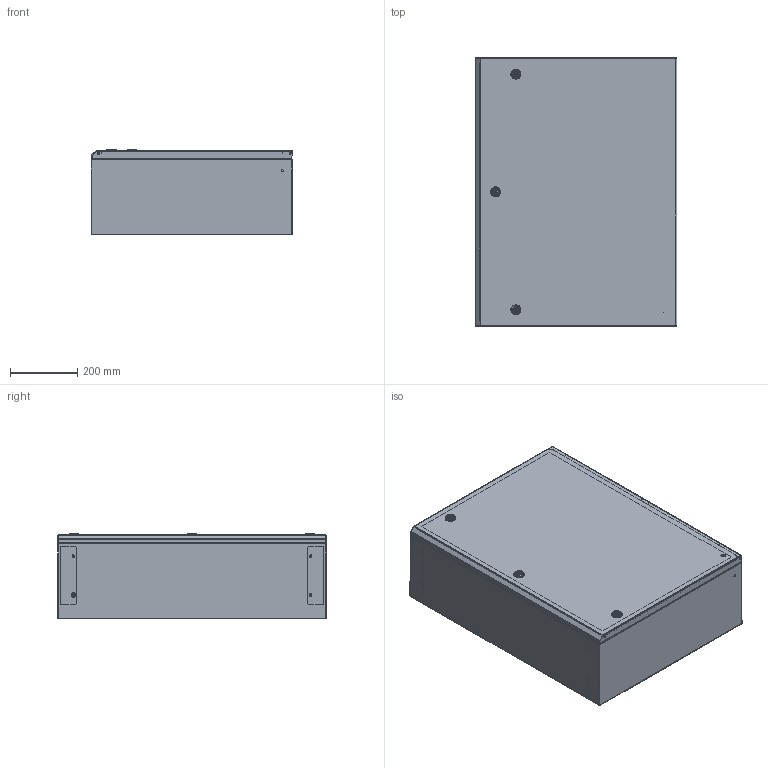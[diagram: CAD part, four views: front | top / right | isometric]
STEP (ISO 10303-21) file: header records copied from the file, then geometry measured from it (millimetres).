
FILE_DESCRIPTION (( 'STEP AP214' ), '1' );
FILE_NAME ('ﾌﾈ-3000 ﾙﾐﾍ KRATOS 80.60.25 IP66 PROXIMA EKF.STEP', '2024-08-09T12:20:19', ( '' ), ( '' ), 'SwSTEP 2.0', 'SolidWorks 2021', '' );
FILE_SCHEMA (( 'AUTOMOTIVE_DESIGN' ));
Length unit declared in the file: millimetre
Products named in the file (25): ÌÈ-2021.01.00.001 Ñòåíêà âåðõíÿÿ_¡¥§ ä« ­æ  ; Íàâåñêà íà êîðïóñ ïîä êëåïêó; ÌÈ-2021.02.00.000 Äâåðü â ñáîðå; rivet 02_din_DIN 660-5x8-St-A-2; ÌÈ-3000.01.00.001 Ñòåíêà çàäíÿÿ; ÌÈ-2021.01.00.001 Ñòåíêà âåðõíÿÿ; ﾌﾈ-3000.03.00.001 ﾊ煇鳫; ÌÈ-3000.02.00.001 Íàïðàâëÿþùàÿ âåðòèêàëüíàÿ; ﾌﾈ-2021.02.00.001 ﾄ粢; Ãàéêà êóçîâíàÿ Ì6; Ïåòëÿ íà äâåðü ï-îáðàçíàÿ; ÌÈ-3000.03.00.000 Êðîíøòåéí â ñáîðå; ÓÊíà äâåðüÌÈ-2021; Îñü ïåòëè 4õ52_‚¨­â A.M4x0,5x40 ƒŽ‘’ 11644-75; Çàêëåïêà ãàå÷íàÿ Ì6; ÌÈ-3000.00.00.001 Ôàëüøïàíåëü; Øïèëüêà Ì6õ12; ÌÈ-3000.01.00.000 Êîðïóñ â ñáîðå; ÌÈ-3000.02.00.000 Íàïðàâëÿþùàÿ â ñáîðå; DIN-ðåéêà óñèëåííàÿ ïåðô. 1,5ìì L=548ìì (ñõåìàòè÷íî)_L=260; hex flange nut_din_Hexagon Flange Nut DIN 6923 - M6 - N; Çàìîê áîëüøîé; ﾌﾈ-3000 ﾙﾐﾍ KRATOS 80.60.25 IP66 PROXIMA EKF; ÌÈ-3000.03.00.000 Êðîíøòåéí â ñáîðå_Œˆ-2997.03.002.000-01; pan head cross recess screw_din_DIN EN ISO 7045 - M6 x 16 - Z - 16N
Assembly tree (82 placements, depth 3):
  ﾌﾈ-3000 ﾙﾐﾍ KRATOS 80.60.25 IP66 PROXIMA EKF
    ÌÈ-3000.01.00.000 Êîðïóñ â ñáîðå
      ÌÈ-3000.01.00.001 Ñòåíêà çàäíÿÿ
      ÌÈ-2021.01.00.001 Ñòåíêà âåðõíÿÿ
      Øïèëüêà Ì6õ12  x8
      ÌÈ-2021.01.00.001 Ñòåíêà âåðõíÿÿ_¡¥§ ä« ­æ  
    ÌÈ-2021.02.00.000 Äâåðü â ñáîðå
      ﾌﾈ-2021.02.00.001 ﾄ粢
      ÓÊíà äâåðüÌÈ-2021
      Øïèëüêà Ì6õ12
      Çàìîê áîëüøîé  x3
      Ïåòëÿ íà äâåðü ï-îáðàçíàÿ  x3
    hex flange nut_din_Hexagon Flange Nut DIN 6923 - M6 - N  x10
    Íàâåñêà íà êîðïóñ ïîä êëåïêó  x3
    rivet 02_din_DIN 660-5x8-St-A-2  x6
    Îñü ïåòëè 4õ52_‚¨­â A.M4x0,5x40 ƒŽ‘’ 11644-75  x3
    ÌÈ-3000.03.00.000 Êðîíøòåéí â ñáîðå_Œˆ-2997.03.002.000-01  x2
      ﾌﾈ-3000.03.00.001 ﾊ煇鳫
      Ãàéêà êóçîâíàÿ Ì6
    ÌÈ-3000.03.00.000 Êðîíøòåéí â ñáîðå  x2
      ﾌﾈ-3000.03.00.001 ﾊ煇鳫
      Ãàéêà êóçîâíàÿ Ì6
    ÌÈ-3000.02.00.000 Íàïðàâëÿþùàÿ â ñáîðå  x2
      ÌÈ-3000.02.00.001 Íàïðàâëÿþùàÿ âåðòèêàëüíàÿ
      Çàêëåïêà ãàå÷íàÿ Ì6
    pan head cross recess screw_din_DIN EN ISO 7045 - M6 x 16 - Z - 16N  x16
    DIN-ðåéêà óñèëåííàÿ ïåðô. 1,5ìì L=548ìì (ñõåìàòè÷íî)_L=260  x4
    ÌÈ-3000.00.00.001 Ôàëüøïàíåëü
Bounding box: 600.8 x 800.8 x 256.34 mm (x, y, z)
Volume: 3545575.2 mm3; surface area: 4954471.9 mm2
Topology: 85 solids, 100 shells, 3440 faces, 8421 edges, 5219 vertices
Faces by surface type: plane 1839, cylinder 1016, cone 304, torus 154, bspline 95, sphere 32
Entity records: 33537 total; most frequent: CARTESIAN_POINT 7425, DIRECTION 4968, ORIENTED_EDGE 4790, EDGE_CURVE 2395, AXIS2_PLACEMENT_3D 1704, VECTOR 1560, LINE 1560, VERTEX_POINT 1480
